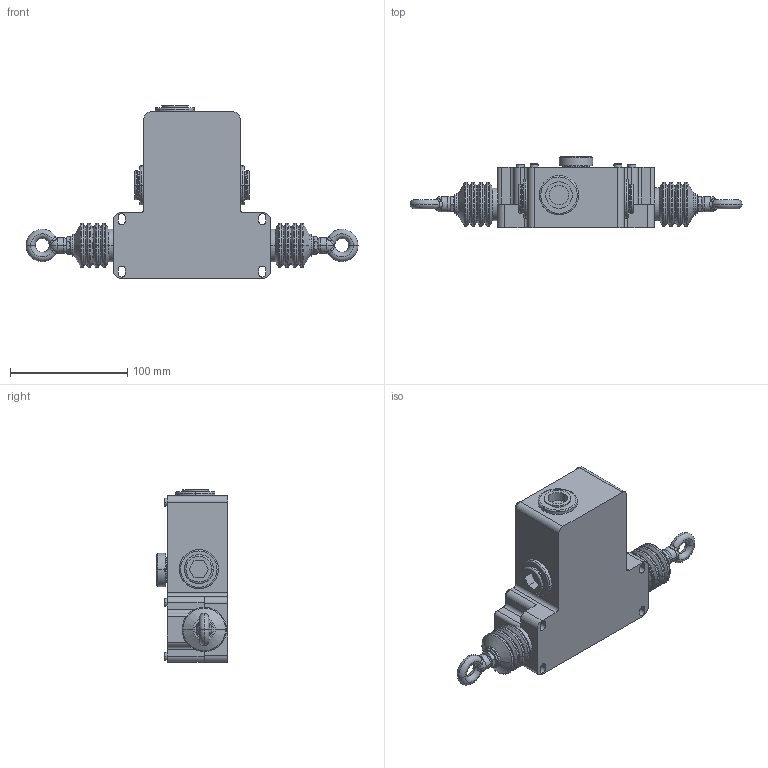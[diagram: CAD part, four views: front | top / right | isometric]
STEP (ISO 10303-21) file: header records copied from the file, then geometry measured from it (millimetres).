
FILE_DESCRIPTION(('STEP AP242'),'1');
FILE_NAME('xy2ceda190h7.stp','2020-03-04T14:30:02',('TraceParts'),('TraceParts S.A.'),'Spatial InterOp 3D',' ',' ');
FILE_SCHEMA(('AP242_MANAGED_MODEL_BASED_3D_ENGINEERING_MIM_LF {1 0 10303 442 1 1 4}'));
Length unit declared in the file: millimetre
Products named in the file (1): xy2ceda190h7_1
Bounding box: 283.5 x 60.9 x 147.25 mm (x, y, z)
Volume: 801012.8 mm3; surface area: 80874.5 mm2
Topology: 2 solids, 2 shells, 540 faces, 1293 edges, 787 vertices
Faces by surface type: plane 161, torus 158, cylinder 107, cone 76, bspline 24, sphere 14
Entity records: 18372 total; most frequent: CARTESIAN_POINT 5604, DIRECTION 2891, ORIENTED_EDGE 2582, EDGE_CURVE 1291, AXIS2_PLACEMENT_3D 1212, VERTEX_POINT 787, CIRCLE 694, EDGE_LOOP 584
